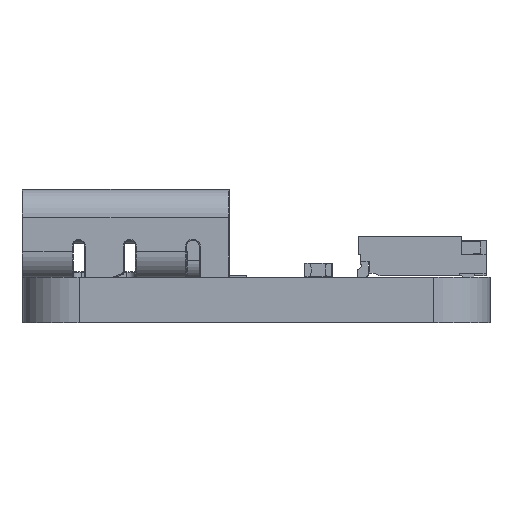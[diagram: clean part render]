
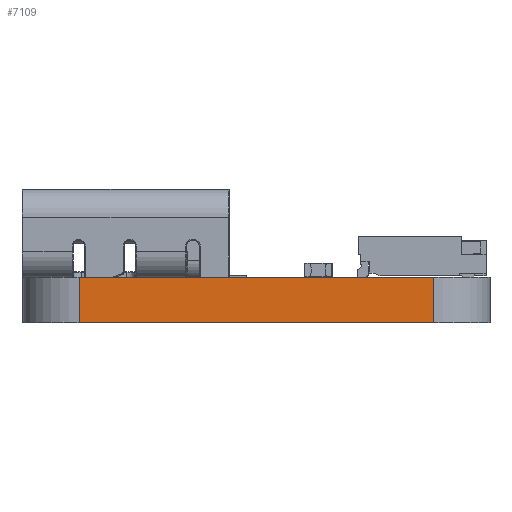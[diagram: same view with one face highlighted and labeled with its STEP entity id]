
A CAD part, left-side view. The second image highlights one B-rep face of the part: STEP entity #7109.
In plain terms, the highlighted planar face has unit normal (-1, 0, 0).
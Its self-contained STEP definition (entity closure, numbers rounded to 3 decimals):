
#7109=ADVANCED_FACE('',(#8009),#20918,.T.);
#8009=FACE_OUTER_BOUND('',#8909,.T.);
#8909=EDGE_LOOP('',(#9875,#9876,#9877,#9878));
#9875=ORIENTED_EDGE('',*,*,#14345,.F.);
#9876=ORIENTED_EDGE('',*,*,#14432,.F.);
#9877=ORIENTED_EDGE('',*,*,#14325,.F.);
#9878=ORIENTED_EDGE('',*,*,#14431,.F.);
#14325=EDGE_CURVE('',#19545,#19546,#18048,.T.);
#14345=EDGE_CURVE('',#19559,#19560,#18061,.T.);
#14431=EDGE_CURVE('',#19560,#19545,#18106,.T.);
#14432=EDGE_CURVE('',#19546,#19559,#18107,.T.);
#18048=B_SPLINE_CURVE_WITH_KNOTS('',1,(#25631,#25632),.UNSPECIFIED.,.F.,
 .F.,(2,2),(0.,1.6),.UNSPECIFIED.);
#18061=B_SPLINE_CURVE_WITH_KNOTS('',1,(#25678,#25679),.UNSPECIFIED.,.F.,
 .F.,(2,2),(0.,1.6),.UNSPECIFIED.);
#18106=B_SPLINE_CURVE_WITH_KNOTS('',1,(#25891,#25892),.UNSPECIFIED.,.F.,
 .F.,(2,2),(0.,12.5),.UNSPECIFIED.);
#18107=B_SPLINE_CURVE_WITH_KNOTS('',1,(#25893,#25894),.UNSPECIFIED.,.F.,
 .F.,(2,2),(0.,12.5),.UNSPECIFIED.);
#19545=VERTEX_POINT('',#25559);
#19546=VERTEX_POINT('',#25560);
#19559=VERTEX_POINT('',#25573);
#19560=VERTEX_POINT('',#25574);
#20918=PLANE('',#21772);
#21772=AXIS2_PLACEMENT_3D('',#25528,#23279,$);
#23279=DIRECTION('',(-1.,0.,0.));
#25528=CARTESIAN_POINT('',(0.,15.749,-0.172));
#25559=CARTESIAN_POINT('',(0.,14.487,0.));
#25560=CARTESIAN_POINT('',(0.,14.487,1.6));
#25573=CARTESIAN_POINT('',(0.,1.987,1.6));
#25574=CARTESIAN_POINT('',(0.,1.987,0.));
#25631=CARTESIAN_POINT('',(0.,14.487,0.));
#25632=CARTESIAN_POINT('',(0.,14.487,1.6));
#25678=CARTESIAN_POINT('',(0.,1.987,1.6));
#25679=CARTESIAN_POINT('',(0.,1.987,0.));
#25891=CARTESIAN_POINT('',(0.,1.987,0.));
#25892=CARTESIAN_POINT('',(0.,14.487,0.));
#25893=CARTESIAN_POINT('',(0.,14.487,1.6));
#25894=CARTESIAN_POINT('',(0.,1.987,1.6));
